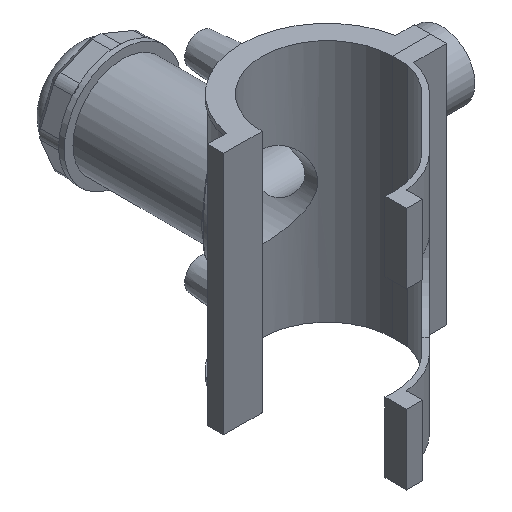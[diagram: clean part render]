
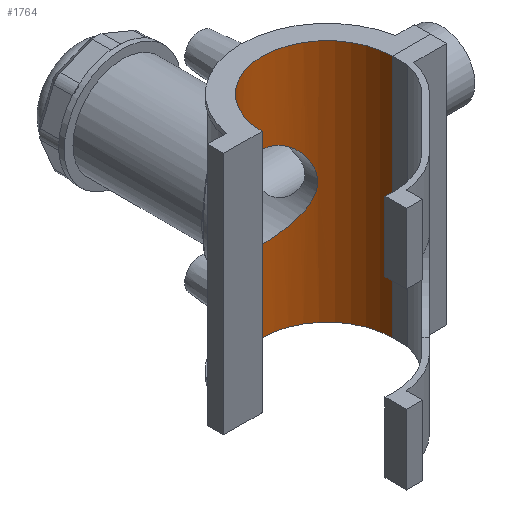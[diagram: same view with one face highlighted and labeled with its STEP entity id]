
A CAD part, isometric view. The second image highlights one B-rep face of the part: STEP entity #1764.
In plain terms, the highlighted cylindrical face has radius 31.5 mm (diameter 63 mm), a partial arc.
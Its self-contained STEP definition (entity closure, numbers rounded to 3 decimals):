
#103=LINE('',#3478,#247);
#104=LINE('',#3482,#248);
#247=VECTOR('',#2329,118.);
#248=VECTOR('',#2332,118.);
#342=FACE_BOUND('',#614,.T.);
#343=B_SPLINE_CURVE_WITH_KNOTS('',3,(#2493,#2494,#2495,#2496,#2497,#2498,
#2499,#2500,#2501,#2502,#2503,#2504,#2505,#2506,#2507,#2508,#2509,#2510,
#2511,#2512,#2513,#2514,#2515,#2516,#2517,#2518,#2519,#2520,#2521,#2522,
#2523,#2524,#2525,#2526,#2527,#2528,#2529,#2530,#2531,#2532,#2533,#2534,
#2535,#2536,#2537,#2538,#2539,#2540,#2541,#2542,#2543,#2544,#2545,#2546,
#2547,#2548,#2549,#2550,#2551,#2552,#2553,#2554,#2555,#2556,#2557,#2558),
 .UNSPECIFIED.,.T.,.F.,(4,2,2,2,2,2,2,2,2,2,2,2,2,2,2,2,2,2,2,2,2,2,2,2,
2,2,2,2,2,2,2,2,4),(0.,0.389,0.778,1.166,
1.555,1.941,2.326,2.712,3.097,
3.483,3.868,4.254,4.64,5.028,
5.417,5.806,6.195,6.583,6.972,
7.361,7.75,8.135,8.521,8.906,
9.292,9.677,10.063,10.449,10.834,
11.223,11.612,12.,12.389),
 .UNSPECIFIED.);
#393=CYLINDRICAL_SURFACE('',#1933,31.5);
#481=FACE_OUTER_BOUND('',#613,.T.);
#613=EDGE_LOOP('',(#1473,#1474,#1475,#1476));
#614=EDGE_LOOP('',(#1477));
#699=CIRCLE('',#1930,31.5);
#700=CIRCLE('',#1932,31.5);
#718=VERTEX_POINT('',#2492);
#831=VERTEX_POINT('',#3472);
#833=VERTEX_POINT('',#3476);
#834=VERTEX_POINT('',#3480);
#835=VERTEX_POINT('',#3481);
#883=EDGE_CURVE('',#718,#718,#343,.T.);
#1050=EDGE_CURVE('',#831,#833,#103,.T.);
#1051=EDGE_CURVE('',#834,#835,#104,.T.);
#1057=EDGE_CURVE('',#831,#835,#699,.T.);
#1058=EDGE_CURVE('',#834,#833,#700,.T.);
#1473=ORIENTED_EDGE('',*,*,#1051,.T.);
#1474=ORIENTED_EDGE('',*,*,#1057,.F.);
#1475=ORIENTED_EDGE('',*,*,#1050,.T.);
#1476=ORIENTED_EDGE('',*,*,#1058,.F.);
#1477=ORIENTED_EDGE('',*,*,#883,.T.);
#1764=ADVANCED_FACE('',(#481,#342),#393,.F.);
#1930=AXIS2_PLACEMENT_3D('',#3491,#2340,#2341);
#1932=AXIS2_PLACEMENT_3D('',#3493,#2344,#2345);
#1933=AXIS2_PLACEMENT_3D('',#3496,#2348,#2349);
#2329=DIRECTION('',(0.,0.,-1.));
#2332=DIRECTION('',(0.,0.,1.));
#2340=DIRECTION('center_axis',(0.,0.,-1.));
#2341=DIRECTION('ref_axis',(-1.,0.,0.));
#2344=DIRECTION('center_axis',(0.,0.,1.));
#2345=DIRECTION('ref_axis',(-1.,0.,0.));
#2348=DIRECTION('center_axis',(0.,0.,1.));
#2349=DIRECTION('ref_axis',(-1.,0.,0.));
#2492=CARTESIAN_POINT('',(-19.845,24.463,0.));
#2493=CARTESIAN_POINT('Ctrl Pts',(-19.845,24.463,0.));
#2494=CARTESIAN_POINT('Ctrl Pts',(-19.845,24.463,1.296));
#2495=CARTESIAN_POINT('Ctrl Pts',(-19.716,24.569,2.616));
#2496=CARTESIAN_POINT('Ctrl Pts',(-19.194,24.979,5.212));
#2497=CARTESIAN_POINT('Ctrl Pts',(-18.801,25.282,6.486));
#2498=CARTESIAN_POINT('Ctrl Pts',(-17.78,26.01,8.912));
#2499=CARTESIAN_POINT('Ctrl Pts',(-17.151,26.435,10.065));
#2500=CARTESIAN_POINT('Ctrl Pts',(-15.71,27.316,12.193));
#2501=CARTESIAN_POINT('Ctrl Pts',(-14.897,27.772,13.168));
#2502=CARTESIAN_POINT('Ctrl Pts',(-13.175,28.628,14.89));
#2503=CARTESIAN_POINT('Ctrl Pts',(-12.204,29.062,15.702));
#2504=CARTESIAN_POINT('Ctrl Pts',(-10.075,29.867,17.146));
#2505=CARTESIAN_POINT('Ctrl Pts',(-8.917,30.238,17.778));
#2506=CARTESIAN_POINT('Ctrl Pts',(-6.481,30.852,18.803));
#2507=CARTESIAN_POINT('Ctrl Pts',(-5.201,31.095,19.197));
#2508=CARTESIAN_POINT('Ctrl Pts',(-2.603,31.42,19.718));
#2509=CARTESIAN_POINT('Ctrl Pts',(-1.285,31.5,19.845));
#2510=CARTESIAN_POINT('Ctrl Pts',(1.285,31.5,19.845));
#2511=CARTESIAN_POINT('Ctrl Pts',(2.603,31.42,19.718));
#2512=CARTESIAN_POINT('Ctrl Pts',(5.201,31.095,19.197));
#2513=CARTESIAN_POINT('Ctrl Pts',(6.481,30.852,18.803));
#2514=CARTESIAN_POINT('Ctrl Pts',(8.917,30.238,17.778));
#2515=CARTESIAN_POINT('Ctrl Pts',(10.075,29.867,17.146));
#2516=CARTESIAN_POINT('Ctrl Pts',(12.204,29.062,15.702));
#2517=CARTESIAN_POINT('Ctrl Pts',(13.175,28.628,14.89));
#2518=CARTESIAN_POINT('Ctrl Pts',(14.897,27.772,13.168));
#2519=CARTESIAN_POINT('Ctrl Pts',(15.71,27.316,12.193));
#2520=CARTESIAN_POINT('Ctrl Pts',(17.151,26.435,10.065));
#2521=CARTESIAN_POINT('Ctrl Pts',(17.78,26.01,8.912));
#2522=CARTESIAN_POINT('Ctrl Pts',(18.801,25.282,6.486));
#2523=CARTESIAN_POINT('Ctrl Pts',(19.194,24.979,5.212));
#2524=CARTESIAN_POINT('Ctrl Pts',(19.716,24.569,2.616));
#2525=CARTESIAN_POINT('Ctrl Pts',(19.845,24.463,1.296));
#2526=CARTESIAN_POINT('Ctrl Pts',(19.845,24.463,-1.296));
#2527=CARTESIAN_POINT('Ctrl Pts',(19.716,24.569,-2.616));
#2528=CARTESIAN_POINT('Ctrl Pts',(19.194,24.979,-5.212));
#2529=CARTESIAN_POINT('Ctrl Pts',(18.801,25.282,-6.486));
#2530=CARTESIAN_POINT('Ctrl Pts',(17.78,26.01,-8.912));
#2531=CARTESIAN_POINT('Ctrl Pts',(17.151,26.435,-10.065));
#2532=CARTESIAN_POINT('Ctrl Pts',(15.71,27.316,-12.193));
#2533=CARTESIAN_POINT('Ctrl Pts',(14.897,27.772,-13.168));
#2534=CARTESIAN_POINT('Ctrl Pts',(13.175,28.628,-14.89));
#2535=CARTESIAN_POINT('Ctrl Pts',(12.204,29.062,-15.702));
#2536=CARTESIAN_POINT('Ctrl Pts',(10.075,29.867,-17.146));
#2537=CARTESIAN_POINT('Ctrl Pts',(8.917,30.238,-17.778));
#2538=CARTESIAN_POINT('Ctrl Pts',(6.481,30.852,-18.803));
#2539=CARTESIAN_POINT('Ctrl Pts',(5.201,31.095,-19.197));
#2540=CARTESIAN_POINT('Ctrl Pts',(2.603,31.42,-19.718));
#2541=CARTESIAN_POINT('Ctrl Pts',(1.285,31.5,-19.845));
#2542=CARTESIAN_POINT('Ctrl Pts',(-1.285,31.5,-19.845));
#2543=CARTESIAN_POINT('Ctrl Pts',(-2.603,31.42,-19.718));
#2544=CARTESIAN_POINT('Ctrl Pts',(-5.201,31.095,-19.197));
#2545=CARTESIAN_POINT('Ctrl Pts',(-6.481,30.852,-18.803));
#2546=CARTESIAN_POINT('Ctrl Pts',(-8.917,30.238,-17.778));
#2547=CARTESIAN_POINT('Ctrl Pts',(-10.075,29.867,-17.146));
#2548=CARTESIAN_POINT('Ctrl Pts',(-12.204,29.062,-15.702));
#2549=CARTESIAN_POINT('Ctrl Pts',(-13.175,28.628,-14.89));
#2550=CARTESIAN_POINT('Ctrl Pts',(-14.897,27.772,-13.168));
#2551=CARTESIAN_POINT('Ctrl Pts',(-15.71,27.316,-12.193));
#2552=CARTESIAN_POINT('Ctrl Pts',(-17.151,26.435,-10.065));
#2553=CARTESIAN_POINT('Ctrl Pts',(-17.78,26.01,-8.912));
#2554=CARTESIAN_POINT('Ctrl Pts',(-18.801,25.282,-6.486));
#2555=CARTESIAN_POINT('Ctrl Pts',(-19.194,24.979,-5.212));
#2556=CARTESIAN_POINT('Ctrl Pts',(-19.716,24.569,-2.616));
#2557=CARTESIAN_POINT('Ctrl Pts',(-19.845,24.463,-1.296));
#2558=CARTESIAN_POINT('Ctrl Pts',(-19.845,24.463,0.));
#3472=CARTESIAN_POINT('',(-31.5,0.05,59.));
#3476=CARTESIAN_POINT('',(-31.5,0.05,-59.));
#3478=CARTESIAN_POINT('',(-31.5,0.05,0.));
#3480=CARTESIAN_POINT('',(31.5,0.05,-59.));
#3481=CARTESIAN_POINT('',(31.5,0.05,59.));
#3482=CARTESIAN_POINT('',(31.5,0.05,0.));
#3491=CARTESIAN_POINT('Origin',(0.,0.,59.));
#3493=CARTESIAN_POINT('Origin',(0.,0.,-59.));
#3496=CARTESIAN_POINT('Origin',(0.,0.,0.));
